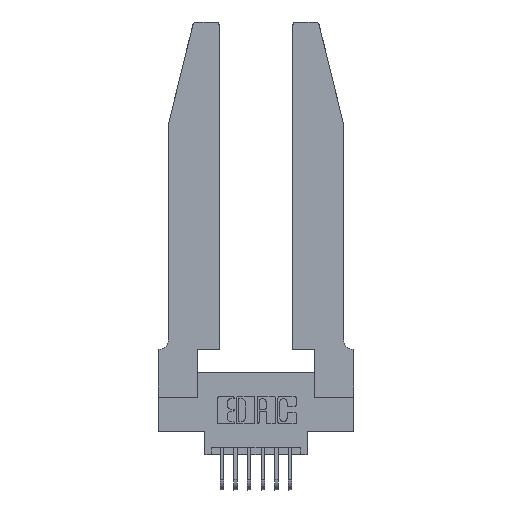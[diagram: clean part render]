
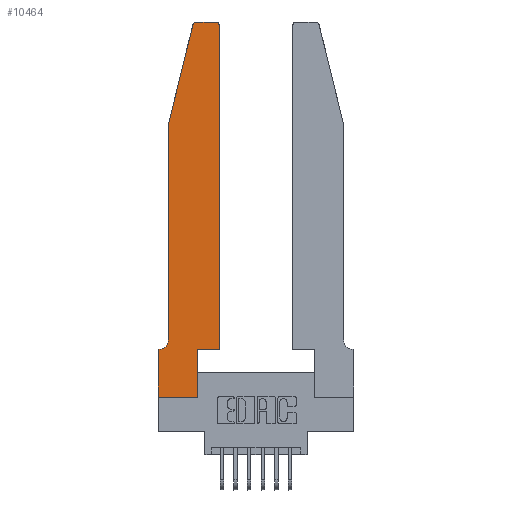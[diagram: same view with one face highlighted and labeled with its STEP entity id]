
A CAD part, top view. The second image highlights one B-rep face of the part: STEP entity #10464.
In plain terms, the highlighted planar face has unit normal (0, 0, 1).
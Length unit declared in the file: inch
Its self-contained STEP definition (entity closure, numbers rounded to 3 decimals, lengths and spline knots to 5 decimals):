
#148 = VECTOR ( 'NONE', #7659, 39.37008 ) ;
#285 = CARTESIAN_POINT ( 'NONE',  ( 0.4505, 0.35, 0.37 ) ) ;
#438 = VERTEX_POINT ( 'NONE', #3301 ) ;
#536 = CARTESIAN_POINT ( 'NONE',  ( 0., 0., 0.37 ) ) ;
#751 = ORIENTED_EDGE ( 'NONE', *, *, #5606, .T. ) ;
#1032 = CIRCLE ( 'NONE', #4019, 0.03 ) ;
#1266 = CARTESIAN_POINT ( 'NONE',  ( 0., 0.35, 0.37 ) ) ;
#1311 = DIRECTION ( 'NONE',  ( 1., 0., 0. ) ) ;
#1318 = CARTESIAN_POINT ( 'NONE',  ( 0., 0.35, 0.37 ) ) ;
#1354 = ORIENTED_EDGE ( 'NONE', *, *, #7630, .T. ) ;
#1448 = CARTESIAN_POINT ( 'NONE',  ( 0.4205, 2.75, 0.37 ) ) ;
#1492 = CARTESIAN_POINT ( 'NONE',  ( 0.4505, 0.35, 0.37 ) ) ;
#1654 = VERTEX_POINT ( 'NONE', #285 ) ;
#1697 = CARTESIAN_POINT ( 'NONE',  ( 0.0755, 0.35, 0.37 ) ) ;
#1895 = LINE ( 'NONE', #1492, #148 ) ;
#2722 = CARTESIAN_POINT ( 'NONE',  ( 0.284, 2.72, 0.37 ) ) ;
#2990 = VERTEX_POINT ( 'NONE', #14154 ) ;
#3055 = FACE_OUTER_BOUND ( 'NONE', #12402, .T. ) ;
#3301 = CARTESIAN_POINT ( 'NONE',  ( 0.0755, 0.42, 0.37 ) ) ;
#3310 = CARTESIAN_POINT ( 'NONE',  ( 0.0755, 2., 0.37 ) ) ;
#3516 = VECTOR ( 'NONE', #14050, 39.37008 ) ;
#3566 = CARTESIAN_POINT ( 'NONE',  ( 0.2865, 0.35, 0.37 ) ) ;
#3610 = VECTOR ( 'NONE', #12369, 39.37008 ) ;
#3689 = VECTOR ( 'NONE', #5532, 39.37008 ) ;
#3797 = CARTESIAN_POINT ( 'NONE',  ( 0.4205, 2.72, 0.37 ) ) ;
#3868 = LINE ( 'NONE', #10834, #10854 ) ;
#3899 = EDGE_CURVE ( 'NONE', #1654, #6710, #3868, .T. ) ;
#3987 = CARTESIAN_POINT ( 'NONE',  ( 0.284, 2.75, 0.37 ) ) ;
#4019 = AXIS2_PLACEMENT_3D ( 'NONE', #3797, #12459, #5164 ) ;
#4036 = CARTESIAN_POINT ( 'NONE',  ( 0.0055, 0.42, 0.37 ) ) ;
#4158 = EDGE_CURVE ( 'NONE', #8987, #8147, #7779, .T. ) ;
#4617 = DIRECTION ( 'NONE',  ( 0., 1., 0. ) ) ;
#4989 = VERTEX_POINT ( 'NONE', #9835 ) ;
#5164 = DIRECTION ( 'NONE',  ( 1., 0., 0. ) ) ;
#5386 = CIRCLE ( 'NONE', #15835, 0.07 ) ;
#5467 = ORIENTED_EDGE ( 'NONE', *, *, #4158, .T. ) ;
#5469 = CARTESIAN_POINT ( 'NONE',  ( 0.2865, 0.35, 0.37 ) ) ;
#5532 = DIRECTION ( 'NONE',  ( -1., 0., 0. ) ) ;
#5606 = EDGE_CURVE ( 'NONE', #438, #8987, #5386, .T. ) ;
#5699 = EDGE_CURVE ( 'NONE', #9469, #8491, #11764, .T. ) ;
#6019 = CARTESIAN_POINT ( 'NONE',  ( 0., 0., 0.37 ) ) ;
#6321 = EDGE_CURVE ( 'NONE', #12288, #9469, #15680, .T. ) ;
#6559 = DIRECTION ( 'NONE',  ( -1., 0., 0. ) ) ;
#6710 = VERTEX_POINT ( 'NONE', #8217 ) ;
#6715 = EDGE_CURVE ( 'NONE', #2990, #438, #13882, .T. ) ;
#7247 = CARTESIAN_POINT ( 'NONE',  ( 0.2865, 0., 0.37 ) ) ;
#7259 = ORIENTED_EDGE ( 'NONE', *, *, #15135, .T. ) ;
#7328 = EDGE_CURVE ( 'NONE', #14488, #9010, #11542, .T. ) ;
#7470 = CIRCLE ( 'NONE', #12716, 0.03 ) ;
#7534 = PLANE ( 'NONE',  #10227 ) ;
#7630 = EDGE_CURVE ( 'NONE', #8147, #12288, #15327, .T. ) ;
#7659 = DIRECTION ( 'NONE',  ( 1., 0., 0. ) ) ;
#7779 = LINE ( 'NONE', #1697, #3689 ) ;
#7871 = CARTESIAN_POINT ( 'NONE',  ( 0.0755, 2., 0.37 ) ) ;
#7969 = ORIENTED_EDGE ( 'NONE', *, *, #7328, .T. ) ;
#8147 = VERTEX_POINT ( 'NONE', #1318 ) ;
#8217 = CARTESIAN_POINT ( 'NONE',  ( 0.4505, 2.72, 0.37 ) ) ;
#8491 = VERTEX_POINT ( 'NONE', #5469 ) ;
#8731 = DIRECTION ( 'NONE',  ( 0., 0., 1. ) ) ;
#8987 = VERTEX_POINT ( 'NONE', #13968 ) ;
#9010 = VERTEX_POINT ( 'NONE', #3987 ) ;
#9148 = ORIENTED_EDGE ( 'NONE', *, *, #6321, .T. ) ;
#9240 = VECTOR ( 'NONE', #13635, 39.37008 ) ;
#9340 = DIRECTION ( 'NONE',  ( 0., -1., 0. ) ) ;
#9469 = VERTEX_POINT ( 'NONE', #7247 ) ;
#9694 = CARTESIAN_POINT ( 'NONE',  ( 0., 0., 0.37 ) ) ;
#9828 = VECTOR ( 'NONE', #15131, 39.37008 ) ;
#9835 = CARTESIAN_POINT ( 'NONE',  ( 0.25487, 2.72718, 0.37 ) ) ;
#9866 = DIRECTION ( 'NONE',  ( 0., 1., 0. ) ) ;
#9940 = LINE ( 'NONE', #7871, #3516 ) ;
#9949 = ORIENTED_EDGE ( 'NONE', *, *, #5699, .T. ) ;
#10201 = DIRECTION ( 'NONE',  ( 0., 0., 1. ) ) ;
#10227 = AXIS2_PLACEMENT_3D ( 'NONE', #1266, #8731, #1311 ) ;
#10464 = ADVANCED_FACE ( 'NONE', ( #3055 ), #7534, .T. ) ;
#10574 = VECTOR ( 'NONE', #9340, 39.37008 ) ;
#10834 = CARTESIAN_POINT ( 'NONE',  ( 0.4505, 0.35, 0.37 ) ) ;
#10854 = VECTOR ( 'NONE', #4617, 39.37008 ) ;
#11398 = CARTESIAN_POINT ( 'NONE',  ( 0.2605, 2.75, 0.37 ) ) ;
#11542 = LINE ( 'NONE', #11398, #9828 ) ;
#11615 = EDGE_CURVE ( 'NONE', #8491, #1654, #1895, .T. ) ;
#11636 = ORIENTED_EDGE ( 'NONE', *, *, #3899, .T. ) ;
#11764 = LINE ( 'NONE', #3566, #15298 ) ;
#12288 = VERTEX_POINT ( 'NONE', #536 ) ;
#12369 = DIRECTION ( 'NONE',  ( 0., -1., 0. ) ) ;
#12402 = EDGE_LOOP ( 'NONE', ( #7969, #14981, #12812, #13857, #751, #5467, #1354, #9148, #9949, #14397, #11636, #7259 ) ) ;
#12459 = DIRECTION ( 'NONE',  ( 0., 0., 1. ) ) ;
#12692 = DIRECTION ( 'NONE',  ( 0., 0., -1. ) ) ;
#12716 = AXIS2_PLACEMENT_3D ( 'NONE', #2722, #10201, #13824 ) ;
#12812 = ORIENTED_EDGE ( 'NONE', *, *, #15221, .T. ) ;
#13293 = EDGE_CURVE ( 'NONE', #9010, #4989, #7470, .T. ) ;
#13635 = DIRECTION ( 'NONE',  ( 1., 0., 0. ) ) ;
#13824 = DIRECTION ( 'NONE',  ( 1., 0., 0. ) ) ;
#13857 = ORIENTED_EDGE ( 'NONE', *, *, #6715, .T. ) ;
#13882 = LINE ( 'NONE', #3310, #10574 ) ;
#13968 = CARTESIAN_POINT ( 'NONE',  ( 0.0055, 0.35, 0.37 ) ) ;
#14050 = DIRECTION ( 'NONE',  ( -0.239, -0.971, 0. ) ) ;
#14154 = CARTESIAN_POINT ( 'NONE',  ( 0.0755, 2., 0.37 ) ) ;
#14397 = ORIENTED_EDGE ( 'NONE', *, *, #11615, .T. ) ;
#14488 = VERTEX_POINT ( 'NONE', #1448 ) ;
#14981 = ORIENTED_EDGE ( 'NONE', *, *, #13293, .T. ) ;
#15131 = DIRECTION ( 'NONE',  ( -1., 0., 0. ) ) ;
#15135 = EDGE_CURVE ( 'NONE', #6710, #14488, #1032, .T. ) ;
#15221 = EDGE_CURVE ( 'NONE', #4989, #2990, #9940, .T. ) ;
#15298 = VECTOR ( 'NONE', #9866, 39.37008 ) ;
#15327 = LINE ( 'NONE', #6019, #3610 ) ;
#15680 = LINE ( 'NONE', #9694, #9240 ) ;
#15835 = AXIS2_PLACEMENT_3D ( 'NONE', #4036, #12692, #6559 ) ;
